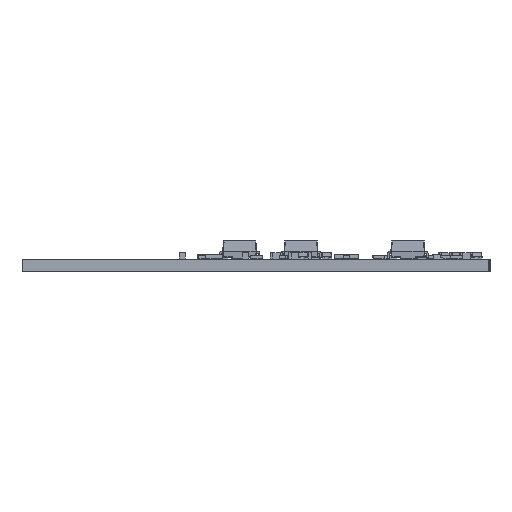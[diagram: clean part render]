
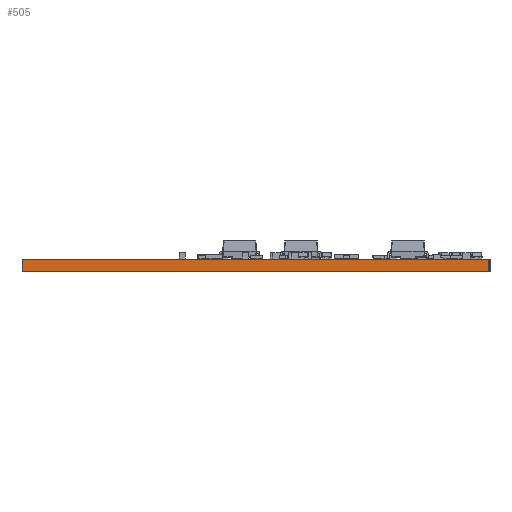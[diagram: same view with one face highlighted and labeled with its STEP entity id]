
A CAD part, front view. The second image highlights one B-rep face of the part: STEP entity #505.
In plain terms, the highlighted planar face has unit normal (0, -1, 0).
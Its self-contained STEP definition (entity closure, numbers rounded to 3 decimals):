
#221 = EDGE_CURVE('',#222,#224,#226,.T.);
#222 = VERTEX_POINT('',#223);
#223 = CARTESIAN_POINT('',(0.,0.,0.));
#224 = VERTEX_POINT('',#225);
#225 = CARTESIAN_POINT('',(0.,0.,1.595));
#226 = LINE('',#227,#228);
#227 = CARTESIAN_POINT('',(0.,0.,0.));
#228 = VECTOR('',#229,1.);
#229 = DIRECTION('',(0.,0.,1.));
#480 = VERTEX_POINT('',#481);
#481 = CARTESIAN_POINT('',(59.888,0.,1.595));
#487 = EDGE_CURVE('',#488,#480,#490,.T.);
#488 = VERTEX_POINT('',#489);
#489 = CARTESIAN_POINT('',(59.888,0.,0.));
#490 = LINE('',#491,#492);
#491 = CARTESIAN_POINT('',(59.888,0.,0.));
#492 = VECTOR('',#493,1.);
#493 = DIRECTION('',(0.,0.,1.));
#505 = ADVANCED_FACE('',(#506),#522,.T.);
#506 = FACE_BOUND('',#507,.T.);
#507 = EDGE_LOOP('',(#508,#509,#515,#516));
#508 = ORIENTED_EDGE('',*,*,#487,.T.);
#509 = ORIENTED_EDGE('',*,*,#510,.T.);
#510 = EDGE_CURVE('',#480,#224,#511,.T.);
#511 = LINE('',#512,#513);
#512 = CARTESIAN_POINT('',(59.888,0.,1.595));
#513 = VECTOR('',#514,1.);
#514 = DIRECTION('',(-1.,0.,0.));
#515 = ORIENTED_EDGE('',*,*,#221,.F.);
#516 = ORIENTED_EDGE('',*,*,#517,.F.);
#517 = EDGE_CURVE('',#488,#222,#518,.T.);
#518 = LINE('',#519,#520);
#519 = CARTESIAN_POINT('',(59.888,0.,0.));
#520 = VECTOR('',#521,1.);
#521 = DIRECTION('',(-1.,0.,0.));
#522 = PLANE('',#523);
#523 = AXIS2_PLACEMENT_3D('',#524,#525,#526);
#524 = CARTESIAN_POINT('',(59.888,0.,0.));
#525 = DIRECTION('',(0.,-1.,0.));
#526 = DIRECTION('',(-1.,0.,0.));
